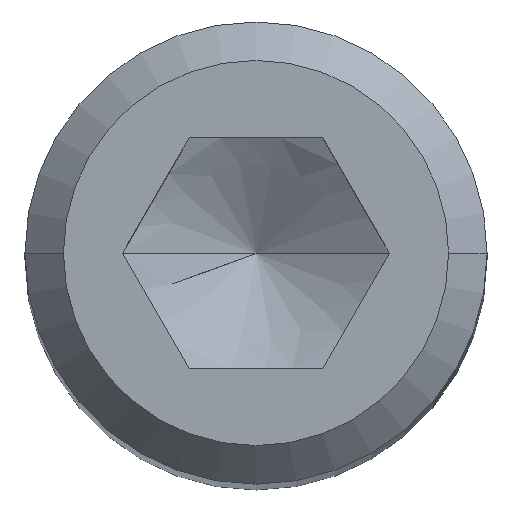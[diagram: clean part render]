
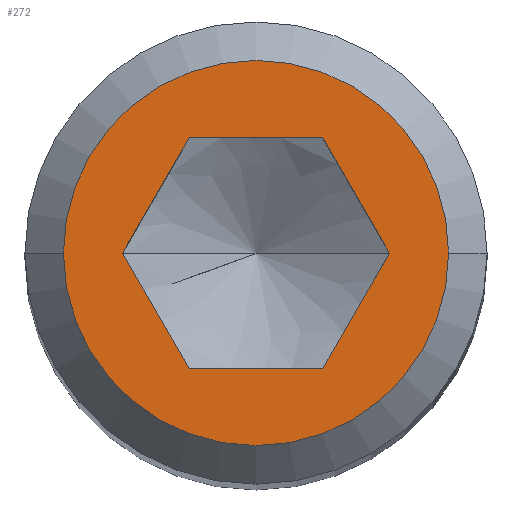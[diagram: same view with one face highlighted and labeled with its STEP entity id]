
A CAD part, top view. The second image highlights one B-rep face of the part: STEP entity #272.
In plain terms, the highlighted planar face has unit normal (0, 0, 1).
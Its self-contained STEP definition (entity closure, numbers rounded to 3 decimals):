
#108=VERTEX_POINT('',#292);
#154=EDGE_CURVE('',#178,#186,#342,.T.);
#158=EDGE_CURVE('',#262,#192,#346,.T.);
#178=VERTEX_POINT('',#369);
#180=EDGE_CURVE('',#192,#236,#371,.T.);
#186=VERTEX_POINT('',#377);
#190=VERTEX_POINT('',#381);
#192=VERTEX_POINT('',#383);
#224=VERTEX_POINT('',#419);
#236=VERTEX_POINT('',#432);
#240=EDGE_CURVE('',#236,#178,#437,.T.);
#242=EDGE_CURVE('',#190,#224,#439,.T.);
#252=EDGE_CURVE('',#224,#190,#450,.T.);
#254=EDGE_CURVE('',#108,#262,#452,.T.);
#262=VERTEX_POINT('',#462);
#270=EDGE_CURVE('',#186,#108,#472,.T.);
#272=ADVANCED_FACE('',(#474,#475),#476,.T.);
#292=CARTESIAN_POINT('',(-0.866,-1.5,50.));
#342=LINE('',#563,#564);
#346=LINE('',#571,#572);
#369=CARTESIAN_POINT('',(1.732,0.0,50.));
#371=LINE('',#613,#614);
#377=CARTESIAN_POINT('',(0.866,-1.5,50.));
#381=CARTESIAN_POINT('',(2.5,0.,50.0));
#383=CARTESIAN_POINT('',(-0.866,1.5,50.));
#419=CARTESIAN_POINT('',(-2.5,0.,50.0));
#432=CARTESIAN_POINT('',(0.866,1.5,50.));
#437=LINE('',#735,#736);
#439=CIRCLE('',#739,2.5);
#450=CIRCLE('',#753,2.5);
#452=LINE('',#756,#757);
#462=CARTESIAN_POINT('',(-1.732,0.0,50.));
#472=LINE('',#780,#781);
#474=FACE_BOUND('',#783,.T.);
#475=FACE_OUTER_BOUND('',#784,.T.);
#476=PLANE('',#785);
#563=CARTESIAN_POINT('',(1.083,-1.125,50.));
#564=VECTOR('',#844,1.0);
#571=CARTESIAN_POINT('',(-1.083,1.125,50.));
#572=VECTOR('',#846,1.0);
#613=CARTESIAN_POINT('',(0.433,1.5,50.));
#614=VECTOR('',#875,1.0);
#735=CARTESIAN_POINT('',(1.516,0.375,50.));
#736=VECTOR('',#940,1.0);
#739=AXIS2_PLACEMENT_3D('',#941,#942,#943);
#753=AXIS2_PLACEMENT_3D('',#953,#954,#955);
#756=CARTESIAN_POINT('',(-1.516,-0.375,50.));
#757=VECTOR('',#956,1.0);
#780=CARTESIAN_POINT('',(-0.433,-1.5,50.));
#781=VECTOR('',#991,1.0);
#783=EDGE_LOOP('',(#993,#994,#995,#996,#997,#998));
#784=EDGE_LOOP('',(#999,#1000));
#785=AXIS2_PLACEMENT_3D('',#1001,#1002,#1003);
#844=DIRECTION('',(-0.5,-0.866,0.0));
#846=DIRECTION('',(0.5,0.866,0.0));
#875=DIRECTION('',(1.0,0.0,0.0));
#940=DIRECTION('',(0.5,-0.866,0.0));
#941=CARTESIAN_POINT('',(0.,0.,50.0));
#942=DIRECTION('',(0.,0.,1.0));
#943=DIRECTION('',(-1.0,0.,0.));
#953=CARTESIAN_POINT('',(0.,0.,50.0));
#954=DIRECTION('',(0.,0.,1.0));
#955=DIRECTION('',(-1.0,0.,0.));
#956=DIRECTION('',(-0.5,0.866,0.0));
#991=DIRECTION('',(-1.0,0.0,0.0));
#993=ORIENTED_EDGE('',*,*,#254,.T.);
#994=ORIENTED_EDGE('',*,*,#158,.T.);
#995=ORIENTED_EDGE('',*,*,#180,.T.);
#996=ORIENTED_EDGE('',*,*,#240,.T.);
#997=ORIENTED_EDGE('',*,*,#154,.T.);
#998=ORIENTED_EDGE('',*,*,#270,.T.);
#999=ORIENTED_EDGE('',*,*,#252,.T.);
#1000=ORIENTED_EDGE('',*,*,#242,.T.);
#1001=CARTESIAN_POINT('',(-1.25,0.,50.0));
#1002=DIRECTION('',(0.,0.,1.0));
#1003=DIRECTION('',(-1.0,0.,0.0));
